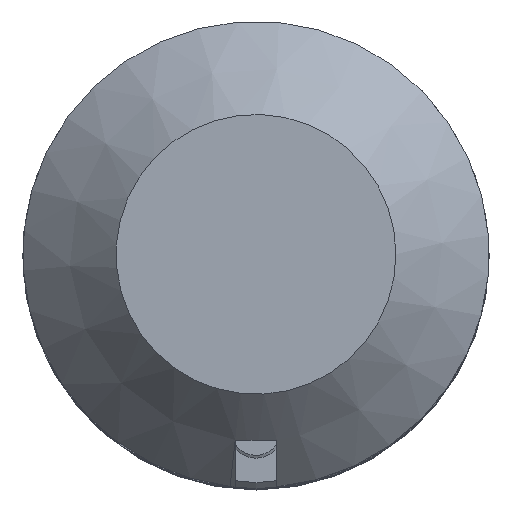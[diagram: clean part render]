
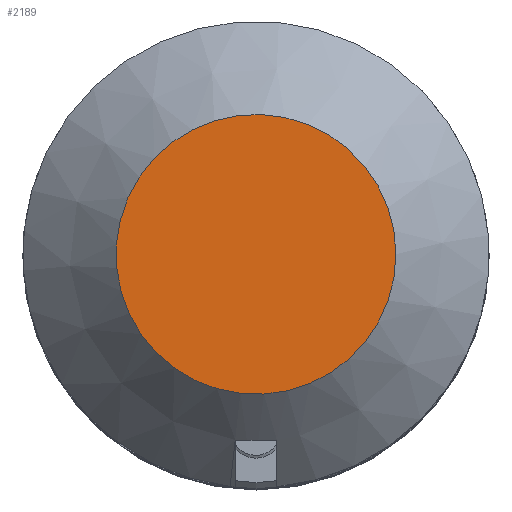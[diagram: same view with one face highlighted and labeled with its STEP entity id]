
A CAD part, top view. The second image highlights one B-rep face of the part: STEP entity #2189.
In plain terms, the highlighted planar face has unit normal (0, 0, 1).
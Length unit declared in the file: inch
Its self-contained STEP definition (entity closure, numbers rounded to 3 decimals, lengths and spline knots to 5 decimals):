
#2189 = ADVANCED_FACE ( 'NONE', ( #20455 ), #16835, .T. ) ;
#2900 = EDGE_LOOP ( 'NONE', ( #20838 ) ) ;
#4885 = AXIS2_PLACEMENT_3D ( 'NONE', #24448, #18725, #13159 ) ;
#6206 = DIRECTION ( 'NONE',  ( 0., 0., 1. ) ) ;
#8725 = EDGE_CURVE ( 'NONE', #23705, #23705, #12589, .T. ) ;
#9879 = CARTESIAN_POINT ( 'NONE',  ( 0., 0., 0. ) ) ;
#11897 = DIRECTION ( 'NONE',  ( 1., 0., 0. ) ) ;
#12589 = CIRCLE ( 'NONE', #21400, 0.225 ) ;
#13159 = DIRECTION ( 'NONE',  ( 1., 0., 0. ) ) ;
#16835 = PLANE ( 'NONE',  #4885 ) ;
#18725 = DIRECTION ( 'NONE',  ( 0., 0., 1. ) ) ;
#20455 = FACE_OUTER_BOUND ( 'NONE', #2900, .T. ) ;
#20838 = ORIENTED_EDGE ( 'NONE', *, *, #8725, .T. ) ;
#21400 = AXIS2_PLACEMENT_3D ( 'NONE', #9879, #6206, #11897 ) ;
#22813 = CARTESIAN_POINT ( 'NONE',  ( 0.225, 0., 0. ) ) ;
#23705 = VERTEX_POINT ( 'NONE', #22813 ) ;
#24448 = CARTESIAN_POINT ( 'NONE',  ( 0.375, 0., 0. ) ) ;
